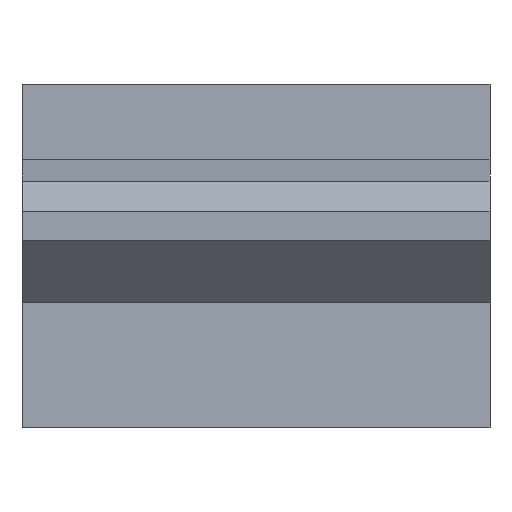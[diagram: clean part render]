
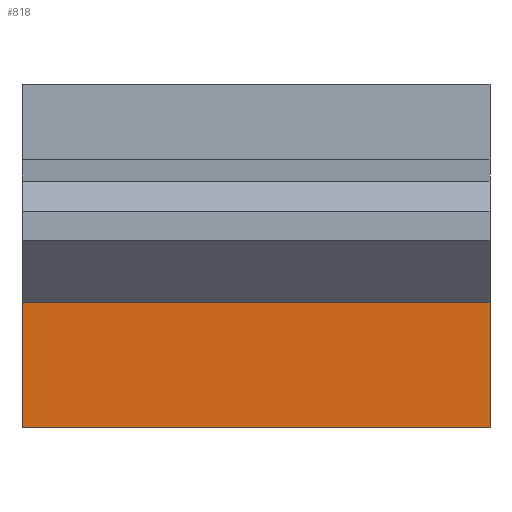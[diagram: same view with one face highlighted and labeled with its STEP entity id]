
A CAD part, front view. The second image highlights one B-rep face of the part: STEP entity #818.
In plain terms, the highlighted planar face has unit normal (0, -1, 0).
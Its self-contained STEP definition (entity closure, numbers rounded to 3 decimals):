
#810=AXIS2_PLACEMENT_3D('Plane Axis2P3D',#807,#808,#809) ;
#111=CARTESIAN_POINT('Vertex',(0.,2.9,1.6)) ;
#251=CARTESIAN_POINT('Vertex',(0.,2.9,0.)) ;
#254=CARTESIAN_POINT('Line Origine',(0.,2.9,0.8)) ;
#315=CARTESIAN_POINT('Line Origine',(3.,2.9,0.8)) ;
#319=CARTESIAN_POINT('Vertex',(3.,2.9,1.6)) ;
#321=CARTESIAN_POINT('Vertex',(3.,2.9,0.)) ;
#509=CARTESIAN_POINT('Line Origine',(1.5,2.9,1.6)) ;
#795=CARTESIAN_POINT('Line Origine',(1.5,2.9,0.)) ;
#807=CARTESIAN_POINT('Axis2P3D Location',(1.5,2.9,1.6)) ;
#255=DIRECTION('Vector Direction',(0.,0.,-1.)) ;
#316=DIRECTION('Vector Direction',(0.,0.,-1.)) ;
#510=DIRECTION('Vector Direction',(1.,0.,0.)) ;
#796=DIRECTION('Vector Direction',(1.,0.,0.)) ;
#808=DIRECTION('Axis2P3D Direction',(0.,-1.,0.)) ;
#809=DIRECTION('Axis2P3D XDirection',(0.,0.,-1.)) ;
#256=VECTOR('Line Direction',#255,1.) ;
#317=VECTOR('Line Direction',#316,1.) ;
#511=VECTOR('Line Direction',#510,1.) ;
#797=VECTOR('Line Direction',#796,1.) ;
#813=ORIENTED_EDGE('',*,*,#513,.F.) ;
#814=ORIENTED_EDGE('',*,*,#258,.T.) ;
#815=ORIENTED_EDGE('',*,*,#799,.T.) ;
#816=ORIENTED_EDGE('',*,*,#323,.F.) ;
#818=ADVANCED_FACE('S3D gedreht',(#817),#811,.T.) ;
#258=EDGE_CURVE('',#112,#252,#257,.T.) ;
#323=EDGE_CURVE('',#320,#322,#318,.T.) ;
#513=EDGE_CURVE('',#112,#320,#512,.T.) ;
#799=EDGE_CURVE('',#252,#322,#798,.T.) ;
#812=EDGE_LOOP('',(#813,#814,#815,#816)) ;
#817=FACE_OUTER_BOUND('',#812,.T.) ;
#257=LINE('Line',#254,#256) ;
#318=LINE('Line',#315,#317) ;
#512=LINE('Line',#509,#511) ;
#798=LINE('Line',#795,#797) ;
#811=PLANE('',#810) ;
#112=VERTEX_POINT('',#111) ;
#252=VERTEX_POINT('',#251) ;
#320=VERTEX_POINT('',#319) ;
#322=VERTEX_POINT('',#321) ;
